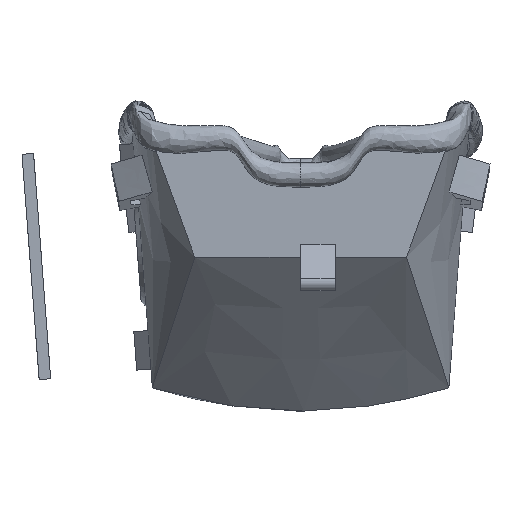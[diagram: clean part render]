
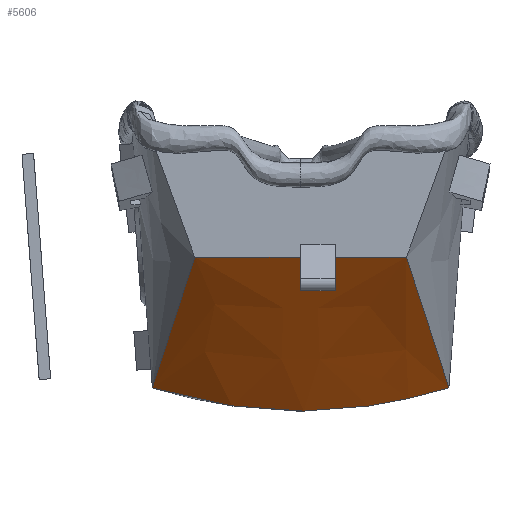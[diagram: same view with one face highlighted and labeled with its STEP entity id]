
A CAD part, front view. The second image highlights one B-rep face of the part: STEP entity #5606.
In plain terms, the highlighted free-form (B-spline) face has degree [3, 3] with [7, 4] control points.
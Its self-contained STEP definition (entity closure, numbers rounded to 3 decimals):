
#78=(
BOUNDED_CURVE()
B_SPLINE_CURVE(5,(#13248,#13249,#13250,#13251,#13252,#13253,#13254,#13255,
#13256,#13257,#13258,#13259,#13260,#13261,#13262),.UNSPECIFIED.,.F.,.F.)
B_SPLINE_CURVE_WITH_KNOTS((6,1,1,1,1,1,1,1,1,1,6),(0.,0.1,0.2,0.3,0.4,0.5,
0.6,0.7,0.8,0.9,1.),.UNSPECIFIED.)
CURVE()
GEOMETRIC_REPRESENTATION_ITEM()
RATIONAL_B_SPLINE_CURVE((1.,1.,1.,1.,1.,1.,1.,1.,1.,1.,1.,1.,1.,1.,1.))
REPRESENTATION_ITEM('')
);
#142=B_SPLINE_SURFACE_WITH_KNOTS('',3,3,((#13220,#13221,#13222,#13223),
(#13224,#13225,#13226,#13227),(#13228,#13229,#13230,#13231),(#13232,#13233,
#13234,#13235),(#13236,#13237,#13238,#13239),(#13240,#13241,#13242,#13243),
(#13244,#13245,#13246,#13247)),.UNSPECIFIED.,.F.,.F.,.F.,(4,1,1,1,4),(4,
4),(0.,0.429,0.571,0.857,1.),(0.,1.),
 .UNSPECIFIED.);
#948=FACE_OUTER_BOUND('',#1255,.T.);
#1255=EDGE_LOOP('',(#4669,#4670,#4671,#4672));
#1499=LINE('',#11334,#1887);
#1595=LINE('',#12170,#1983);
#1609=LINE('',#12284,#1997);
#1887=VECTOR('',#6108,50.019);
#1983=VECTOR('',#6284,50.019);
#1997=VECTOR('',#6302,10.);
#2318=VERTEX_POINT('',#6972);
#2447=VERTEX_POINT('',#11331);
#2448=VERTEX_POINT('',#11333);
#2555=VERTEX_POINT('',#12169);
#3052=EDGE_CURVE('',#2447,#2448,#1499,.T.);
#3213=EDGE_CURVE('',#2555,#2318,#1595,.T.);
#3228=EDGE_CURVE('',#2447,#2555,#1609,.T.);
#3357=EDGE_CURVE('',#2318,#2448,#78,.T.);
#4669=ORIENTED_EDGE('',*,*,#3213,.T.);
#4670=ORIENTED_EDGE('',*,*,#3357,.T.);
#4671=ORIENTED_EDGE('',*,*,#3052,.F.);
#4672=ORIENTED_EDGE('',*,*,#3228,.T.);
#5606=ADVANCED_FACE('',(#948),#142,.T.);
#6108=DIRECTION('',(0.22,0.7,-0.68));
#6284=DIRECTION('',(-0.22,0.7,-0.68));
#6302=DIRECTION('',(-1.,0.,0.));
#6972=CARTESIAN_POINT('',(-38.496,35.,-31.312));
#11331=CARTESIAN_POINT('',(27.5,0.,2.688));
#11333=CARTESIAN_POINT('',(38.496,35.,-31.312));
#11334=CARTESIAN_POINT('',(27.5,0.,2.688));
#12169=CARTESIAN_POINT('',(-27.5,0.,2.688));
#12170=CARTESIAN_POINT('',(-27.5,0.,2.688));
#12284=CARTESIAN_POINT('',(-27.5,0.,2.688));
#13220=CARTESIAN_POINT('Ctrl Pts',(27.5,0.,2.688));
#13221=CARTESIAN_POINT('Ctrl Pts',(31.165,11.667,-8.646));
#13222=CARTESIAN_POINT('Ctrl Pts',(34.831,23.333,-19.979));
#13223=CARTESIAN_POINT('Ctrl Pts',(38.496,35.,-31.312));
#13224=CARTESIAN_POINT('Ctrl Pts',(19.643,0.,2.688));
#13225=CARTESIAN_POINT('Ctrl Pts',(22.261,11.667,-9.724));
#13226=CARTESIAN_POINT('Ctrl Pts',(24.879,23.333,-22.151));
#13227=CARTESIAN_POINT('Ctrl Pts',(27.497,35.,-34.563));
#13228=CARTESIAN_POINT('Ctrl Pts',(9.167,0.,2.688));
#13229=CARTESIAN_POINT('Ctrl Pts',(10.388,11.667,-10.659));
#13230=CARTESIAN_POINT('Ctrl Pts',(11.61,23.333,-24.001));
#13231=CARTESIAN_POINT('Ctrl Pts',(12.832,35.,-37.348));
#13232=CARTESIAN_POINT('Ctrl Pts',(-6.548,0.,2.688));
#13233=CARTESIAN_POINT('Ctrl Pts',(-7.42,11.667,-10.661));
#13234=CARTESIAN_POINT('Ctrl Pts',(-8.293,23.333,-24.012));
#13235=CARTESIAN_POINT('Ctrl Pts',(-9.166,35.,-37.361));
#13236=CARTESIAN_POINT('Ctrl Pts',(-17.024,0.,2.688));
#13237=CARTESIAN_POINT('Ctrl Pts',(-19.293,11.667,-9.955));
#13238=CARTESIAN_POINT('Ctrl Pts',(-21.562,23.333,-22.599));
#13239=CARTESIAN_POINT('Ctrl Pts',(-23.831,35.,-35.241));
#13240=CARTESIAN_POINT('Ctrl Pts',(-24.881,0.,2.688));
#13241=CARTESIAN_POINT('Ctrl Pts',(-28.197,11.667,-9.007));
#13242=CARTESIAN_POINT('Ctrl Pts',(-31.513,23.333,-20.701));
#13243=CARTESIAN_POINT('Ctrl Pts',(-34.829,35.,-32.396));
#13244=CARTESIAN_POINT('Ctrl Pts',(-27.5,0.,2.688));
#13245=CARTESIAN_POINT('Ctrl Pts',(-31.165,11.667,-8.646));
#13246=CARTESIAN_POINT('Ctrl Pts',(-34.831,23.333,-19.979));
#13247=CARTESIAN_POINT('Ctrl Pts',(-38.496,35.,-31.312));
#13248=CARTESIAN_POINT('Ctrl Pts',(-38.496,35.,-31.312));
#13249=CARTESIAN_POINT('Ctrl Pts',(-36.956,35.,-31.767));
#13250=CARTESIAN_POINT('Ctrl Pts',(-33.876,35.,-32.638));
#13251=CARTESIAN_POINT('Ctrl Pts',(-29.257,35.,-33.824));
#13252=CARTESIAN_POINT('Ctrl Pts',(-23.097,35.,-35.164));
#13253=CARTESIAN_POINT('Ctrl Pts',(-15.398,35.,-36.407));
#13254=CARTESIAN_POINT('Ctrl Pts',(-7.699,35.,-37.18));
#13255=CARTESIAN_POINT('Ctrl Pts',(0.,35.,-37.444));
#13256=CARTESIAN_POINT('Ctrl Pts',(7.699,35.,-37.18));
#13257=CARTESIAN_POINT('Ctrl Pts',(15.398,35.,-36.407));
#13258=CARTESIAN_POINT('Ctrl Pts',(23.097,35.,-35.164));
#13259=CARTESIAN_POINT('Ctrl Pts',(29.257,35.,-33.824));
#13260=CARTESIAN_POINT('Ctrl Pts',(33.876,35.,-32.638));
#13261=CARTESIAN_POINT('Ctrl Pts',(36.956,35.,-31.767));
#13262=CARTESIAN_POINT('Ctrl Pts',(38.496,35.,-31.312));
